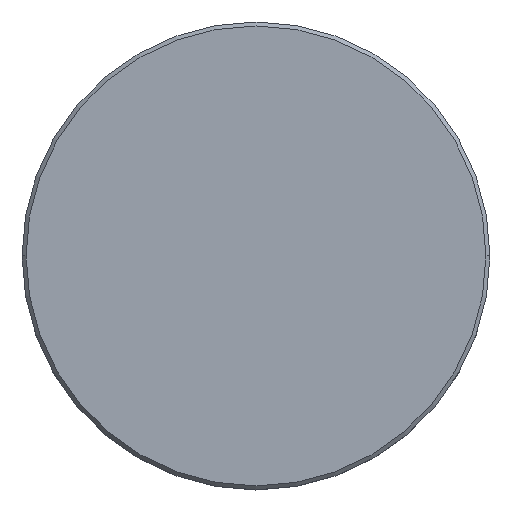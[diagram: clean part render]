
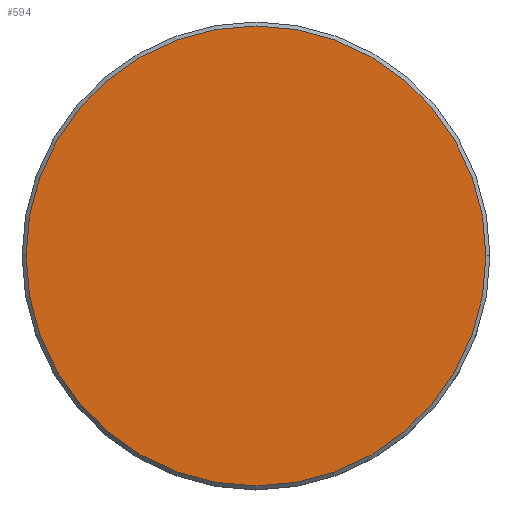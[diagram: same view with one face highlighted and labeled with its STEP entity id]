
A CAD part, top view. The second image highlights one B-rep face of the part: STEP entity #594.
In plain terms, the highlighted planar face has unit normal (0, 0, 1).
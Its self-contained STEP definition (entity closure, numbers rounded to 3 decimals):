
#13 = ORIENTED_EDGE ( 'NONE', *, *, #1023, .T. ) ;
#29 = EDGE_CURVE ( 'NONE', #219, #1093, #876, .T. ) ;
#40 = DIRECTION ( 'NONE',  ( 0., 0., 1. ) ) ;
#69 = DIRECTION ( 'NONE',  ( 0., 0., 1. ) ) ;
#91 = CARTESIAN_POINT ( 'NONE',  ( -29., 0., 0. ) ) ;
#148 = DIRECTION ( 'NONE',  ( 0., 0., 1. ) ) ;
#219 = VERTEX_POINT ( 'NONE', #91 ) ;
#337 = CARTESIAN_POINT ( 'NONE',  ( 0., 0., 0. ) ) ;
#396 = FACE_OUTER_BOUND ( 'NONE', #720, .T. ) ;
#413 = PLANE ( 'NONE',  #534 ) ;
#534 = AXIS2_PLACEMENT_3D ( 'NONE', #966, #40, #578 ) ;
#578 = DIRECTION ( 'NONE',  ( 1., 0., 0. ) ) ;
#594 = ADVANCED_FACE ( 'NONE', ( #396 ), #413, .T. ) ;
#689 = DIRECTION ( 'NONE',  ( 1., 0., 0. ) ) ;
#720 = EDGE_LOOP ( 'NONE', ( #811, #13 ) ) ;
#724 = CARTESIAN_POINT ( 'NONE',  ( 29., 0., 0. ) ) ;
#796 = AXIS2_PLACEMENT_3D ( 'NONE', #965, #148, #689 ) ;
#811 = ORIENTED_EDGE ( 'NONE', *, *, #29, .T. ) ;
#876 = CIRCLE ( 'NONE', #796, 29. ) ;
#965 = CARTESIAN_POINT ( 'NONE',  ( 0., 0., 0. ) ) ;
#966 = CARTESIAN_POINT ( 'NONE',  ( 0., 0., 0. ) ) ;
#1023 = EDGE_CURVE ( 'NONE', #1093, #219, #1074, .T. ) ;
#1074 = CIRCLE ( 'NONE', #1116, 29. ) ;
#1093 = VERTEX_POINT ( 'NONE', #724 ) ;
#1116 = AXIS2_PLACEMENT_3D ( 'NONE', #337, #69, #1174 ) ;
#1174 = DIRECTION ( 'NONE',  ( 1., 0., 0. ) ) ;
